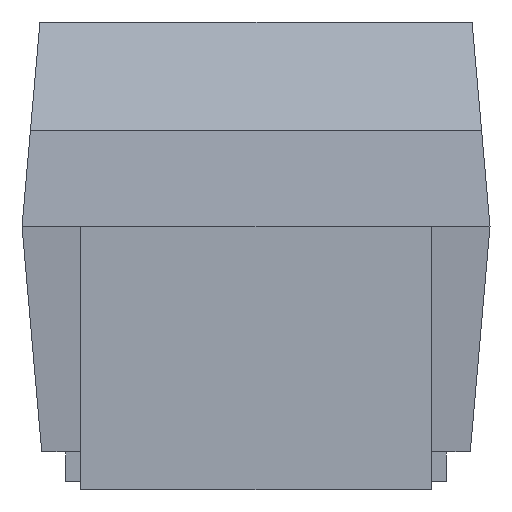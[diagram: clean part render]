
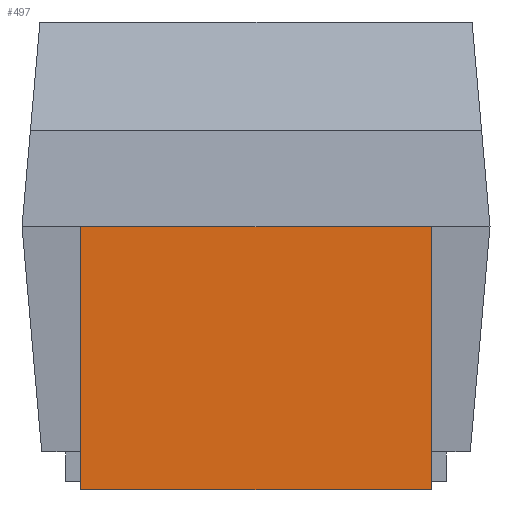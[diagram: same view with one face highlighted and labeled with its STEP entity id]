
A CAD part, left-side view. The second image highlights one B-rep face of the part: STEP entity #497.
In plain terms, the highlighted planar face has unit normal (-1, 0, 0).
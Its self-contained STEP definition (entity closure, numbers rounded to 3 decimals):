
#6 = ORIENTED_EDGE ( 'NONE', *, *, #10, .T. ) ;
#8 = VERTEX_POINT ( 'NONE', #500 ) ;
#10 = EDGE_CURVE ( 'NONE', #8, #354, #416, .T. ) ;
#352 = ORIENTED_EDGE ( 'NONE', *, *, #353, .T. ) ;
#353 = EDGE_CURVE ( 'NONE', #354, #455, #841, .T. ) ;
#354 = VERTEX_POINT ( 'NONE', #834 ) ;
#355 = ORIENTED_EDGE ( 'NONE', *, *, #373, .F. ) ;
#371 = VERTEX_POINT ( 'NONE', #833 ) ;
#373 = EDGE_CURVE ( 'NONE', #371, #455, #890, .T. ) ;
#407 = ORIENTED_EDGE ( 'NONE', *, *, #408, .T. ) ;
#408 = EDGE_CURVE ( 'NONE', #371, #8, #937, .T. ) ;
#413 = DIRECTION ( 'NONE',  ( 0., 1., 0. ) ) ;
#414 = VECTOR ( 'NONE', #413, 1000. ) ;
#415 = CARTESIAN_POINT ( 'NONE',  ( -1.6, 0., 0.9 ) ) ;
#416 = LINE ( 'NONE', #415, #414 ) ;
#455 = VERTEX_POINT ( 'NONE', #1095 ) ;
#497 = ADVANCED_FACE ( 'NONE', ( #1114 ), #1109, .T. ) ;
#498 = EDGE_LOOP ( 'NONE', ( #352, #355, #407, #6 ) ) ;
#500 = CARTESIAN_POINT ( 'NONE',  ( -1.6, -0.6, 0.9 ) ) ;
#833 = CARTESIAN_POINT ( 'NONE',  ( -1.6, -0.6, 0. ) ) ;
#834 = CARTESIAN_POINT ( 'NONE',  ( -1.6, 0.6, 0.9 ) ) ;
#835 = DIRECTION ( 'NONE',  ( 0., 0., -1. ) ) ;
#836 = VECTOR ( 'NONE', #835, 1000. ) ;
#837 = CARTESIAN_POINT ( 'NONE',  ( -1.6, 0.6, 0.45 ) ) ;
#841 = LINE ( 'NONE', #837, #836 ) ;
#887 = DIRECTION ( 'NONE',  ( 0., 1., 0. ) ) ;
#888 = VECTOR ( 'NONE', #887, 1000. ) ;
#889 = CARTESIAN_POINT ( 'NONE',  ( -1.6, 0., 0. ) ) ;
#890 = LINE ( 'NONE', #889, #888 ) ;
#934 = DIRECTION ( 'NONE',  ( 0., 0., 1. ) ) ;
#935 = VECTOR ( 'NONE', #934, 1000. ) ;
#936 = CARTESIAN_POINT ( 'NONE',  ( -1.6, -0.6, 0.45 ) ) ;
#937 = LINE ( 'NONE', #936, #935 ) ;
#1095 = CARTESIAN_POINT ( 'NONE',  ( -1.6, 0.6, 0. ) ) ;
#1104 = DIRECTION ( 'NONE',  ( 0., 0., 1. ) ) ;
#1105 = DIRECTION ( 'NONE',  ( -1., 0., 0. ) ) ;
#1106 = CARTESIAN_POINT ( 'NONE',  ( -1.6, -0.624, -0.018 ) ) ;
#1108 = AXIS2_PLACEMENT_3D ( 'NONE', #1106, #1105, #1104 ) ;
#1109 = PLANE ( 'NONE',  #1108 ) ;
#1114 = FACE_OUTER_BOUND ( 'NONE', #498, .T. ) ;
